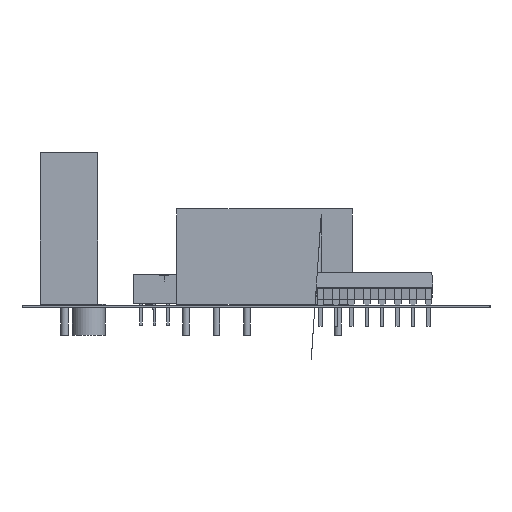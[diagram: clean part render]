
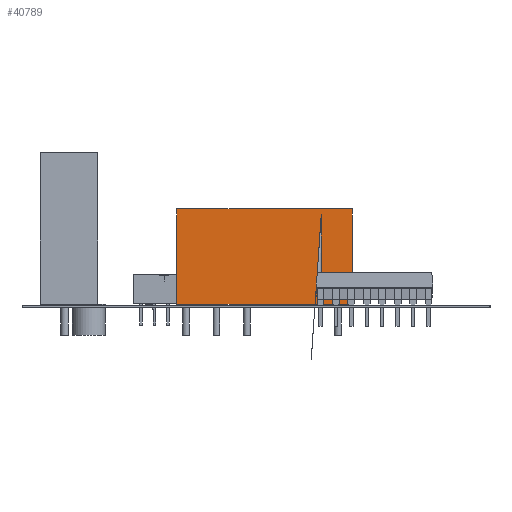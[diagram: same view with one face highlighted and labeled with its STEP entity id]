
A CAD part, left-side view. The second image highlights one B-rep face of the part: STEP entity #40789.
In plain terms, the highlighted planar face has unit normal (-1, 0, 0).
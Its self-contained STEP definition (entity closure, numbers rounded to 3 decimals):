
#40789 = ADVANCED_FACE('',(#40790),#40824,.T.);
#40790 = FACE_BOUND('',#40791,.T.);
#40791 = EDGE_LOOP('',(#40792,#40802,#40810,#40818));
#40792 = ORIENTED_EDGE('',*,*,#40793,.T.);
#40793 = EDGE_CURVE('',#40794,#40796,#40798,.T.);
#40794 = VERTEX_POINT('',#40795);
#40795 = CARTESIAN_POINT('',(85.,22.7,0.1));
#40796 = VERTEX_POINT('',#40797);
#40797 = CARTESIAN_POINT('',(85.,22.7,15.8));
#40798 = LINE('',#40799,#40800);
#40799 = CARTESIAN_POINT('',(85.,22.7,0.1));
#40800 = VECTOR('',#40801,1.);
#40801 = DIRECTION('',(0.,0.,1.));
#40802 = ORIENTED_EDGE('',*,*,#40803,.T.);
#40803 = EDGE_CURVE('',#40796,#40804,#40806,.T.);
#40804 = VERTEX_POINT('',#40805);
#40805 = CARTESIAN_POINT('',(85.,51.5,15.8));
#40806 = LINE('',#40807,#40808);
#40807 = CARTESIAN_POINT('',(85.,22.7,15.8));
#40808 = VECTOR('',#40809,1.);
#40809 = DIRECTION('',(0.,1.,0.));
#40810 = ORIENTED_EDGE('',*,*,#40811,.F.);
#40811 = EDGE_CURVE('',#40812,#40804,#40814,.T.);
#40812 = VERTEX_POINT('',#40813);
#40813 = CARTESIAN_POINT('',(85.,51.5,0.1));
#40814 = LINE('',#40815,#40816);
#40815 = CARTESIAN_POINT('',(85.,51.5,0.1));
#40816 = VECTOR('',#40817,1.);
#40817 = DIRECTION('',(0.,0.,1.));
#40818 = ORIENTED_EDGE('',*,*,#40819,.F.);
#40819 = EDGE_CURVE('',#40794,#40812,#40820,.T.);
#40820 = LINE('',#40821,#40822);
#40821 = CARTESIAN_POINT('',(85.,22.7,0.1));
#40822 = VECTOR('',#40823,1.);
#40823 = DIRECTION('',(0.,1.,0.));
#40824 = PLANE('',#40825);
#40825 = AXIS2_PLACEMENT_3D('',#40826,#40827,#40828);
#40826 = CARTESIAN_POINT('',(85.,22.7,0.1));
#40827 = DIRECTION('',(-1.,0.,0.));
#40828 = DIRECTION('',(0.,1.,0.));
